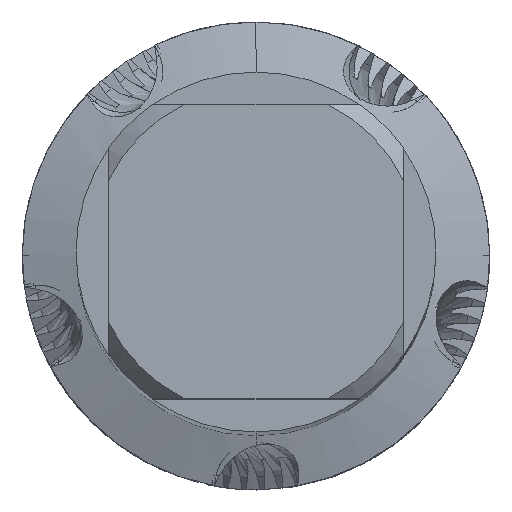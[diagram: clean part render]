
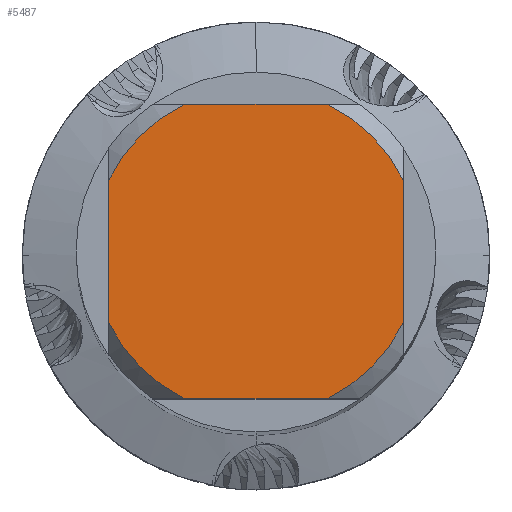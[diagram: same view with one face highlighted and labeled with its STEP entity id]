
A CAD part, top view. The second image highlights one B-rep face of the part: STEP entity #5487.
In plain terms, the highlighted planar face has unit normal (0, 0, 1).
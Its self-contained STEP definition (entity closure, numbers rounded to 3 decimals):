
#2091=EDGE_CURVE('',#5593,#5861,#6179,.T.);
#2305=VERTEX_POINT('',#6415);
#2843=VERTEX_POINT('',#7009);
#3197=EDGE_CURVE('',#3807,#4345,#7396,.T.);
#3437=VERTEX_POINT('',#7657);
#3755=EDGE_CURVE('',#2843,#3437,#8006,.T.);
#3807=VERTEX_POINT('',#8062);
#4345=VERTEX_POINT('',#8638);
#4411=EDGE_CURVE('',#4703,#4345,#8708,.T.);
#4703=VERTEX_POINT('',#9019);
#5059=EDGE_CURVE('',#4703,#2305,#9398,.T.);
#5487=ADVANCED_FACE('',(#9866),#9867,.T.);
#5561=EDGE_CURVE('',#2843,#2305,#9945,.T.);
#5593=VERTEX_POINT('',#9981);
#5715=EDGE_CURVE('',#3807,#5861,#10113,.T.);
#5861=VERTEX_POINT('',#10270);
#6033=EDGE_CURVE('',#5593,#3437,#10461,.T.);
#6179=LINE('',#10668,#10669);
#6415=CARTESIAN_POINT('',(-4.359,9.0,0.0));
#7009=CARTESIAN_POINT('',(-9.0,4.359,0.0));
#7396=LINE('',#15648,#15649);
#7657=CARTESIAN_POINT('',(-9.0,-4.359,0.0));
#8006=LINE('',#18663,#18664);
#8062=CARTESIAN_POINT('',(9.0,-4.359,0.0));
#8638=CARTESIAN_POINT('',(9.0,4.359,0.0));
#8708=CIRCLE('',#21324,10.0);
#9019=CARTESIAN_POINT('',(4.359,9.0,0.0));
#9398=LINE('',#23649,#23650);
#9866=FACE_OUTER_BOUND('',#25146,.T.);
#9867=PLANE('',#25147);
#9945=CIRCLE('',#25443,10.0);
#9981=CARTESIAN_POINT('',(-4.359,-9.0,0.0));
#10113=CIRCLE('',#26243,10.0);
#10270=CARTESIAN_POINT('',(4.359,-9.0,0.0));
#10461=CIRCLE('',#27686,10.0);
#10668=CARTESIAN_POINT('',(0.0,-9.0,0.0));
#10669=VECTOR('',#28124,1.0);
#15648=CARTESIAN_POINT('',(9.0,2.5,0.0));
#15649=VECTOR('',#29419,1.0);
#18663=CARTESIAN_POINT('',(-9.0,2.5,0.0));
#18664=VECTOR('',#30073,1.0);
#21324=AXIS2_PLACEMENT_3D('',#30600,#30601,#30602);
#23649=CARTESIAN_POINT('',(0.0,9.0,0.0));
#23650=VECTOR('',#31233,1.0);
#25146=EDGE_LOOP('',(#31711,#31712,#31713,#31714,#31715,#31716,#31717,#31718));
#25147=AXIS2_PLACEMENT_3D('',#31719,#31720,#31721);
#25443=AXIS2_PLACEMENT_3D('',#31781,#31782,#31783);
#26243=AXIS2_PLACEMENT_3D('',#31921,#31922,#31923);
#27686=AXIS2_PLACEMENT_3D('',#32251,#32252,#32253);
#28124=DIRECTION('',(1.0,0.0,0.0));
#29419=DIRECTION('',(-0.0,1.0,0.0));
#30073=DIRECTION('',(-0.0,-1.0,0.0));
#30600=CARTESIAN_POINT('',(0.0,0.0,0.0));
#30601=DIRECTION('',(0.0,0.0,-1.0));
#30602=DIRECTION('',(0.0,1.0,0.0));
#31233=DIRECTION('',(-1.0,0.0,0.0));
#31711=ORIENTED_EDGE('',*,*,#3755,.T.);
#31712=ORIENTED_EDGE('',*,*,#6033,.F.);
#31713=ORIENTED_EDGE('',*,*,#2091,.T.);
#31714=ORIENTED_EDGE('',*,*,#5715,.F.);
#31715=ORIENTED_EDGE('',*,*,#3197,.T.);
#31716=ORIENTED_EDGE('',*,*,#4411,.F.);
#31717=ORIENTED_EDGE('',*,*,#5059,.T.);
#31718=ORIENTED_EDGE('',*,*,#5561,.F.);
#31719=CARTESIAN_POINT('',(0.0,5.0,0.0));
#31720=DIRECTION('',(-0.0,0.0,1.0));
#31721=DIRECTION('',(0.0,-1.0,0.0));
#31781=CARTESIAN_POINT('',(0.0,0.0,0.0));
#31782=DIRECTION('',(0.0,0.0,-1.0));
#31783=DIRECTION('',(0.0,1.0,0.0));
#31921=CARTESIAN_POINT('',(0.0,0.0,0.0));
#31922=DIRECTION('',(0.0,0.0,-1.0));
#31923=DIRECTION('',(0.0,1.0,0.0));
#32251=CARTESIAN_POINT('',(0.0,0.0,0.0));
#32252=DIRECTION('',(0.0,0.0,-1.0));
#32253=DIRECTION('',(0.0,1.0,0.0));
